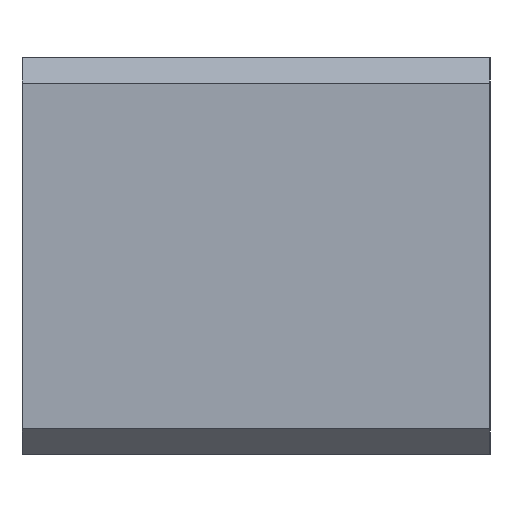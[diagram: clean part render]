
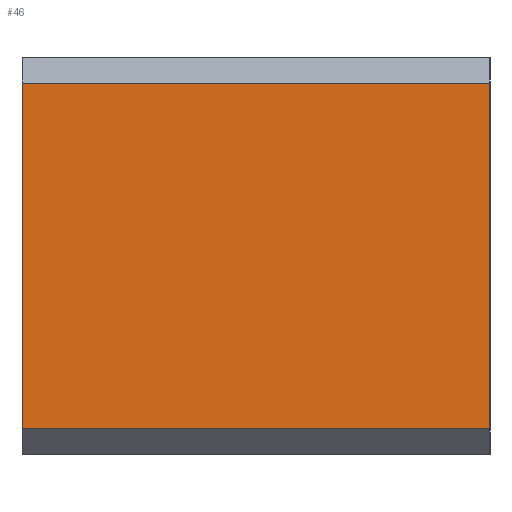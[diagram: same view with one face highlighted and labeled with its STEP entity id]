
A CAD part, left-side view. The second image highlights one B-rep face of the part: STEP entity #46.
In plain terms, the highlighted planar face has unit normal (-1, 0, 0).
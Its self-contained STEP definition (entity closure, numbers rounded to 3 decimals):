
#30 = CARTESIAN_POINT ( 'NONE',  ( -31., -18.6, -13.75 ) ) ;
#46 = ADVANCED_FACE ( 'NONE', ( #737 ), #2045, .F. ) ;
#63 = CARTESIAN_POINT ( 'NONE',  ( -31., 18.6, -15.75 ) ) ;
#117 = VECTOR ( 'NONE', #2521, 1000. ) ;
#286 = ORIENTED_EDGE ( 'NONE', *, *, #1511, .T. ) ;
#583 = CARTESIAN_POINT ( 'NONE',  ( -31., 88.143, 13.75 ) ) ;
#652 = CARTESIAN_POINT ( 'NONE',  ( -31., 88.143, -13.75 ) ) ;
#684 = CARTESIAN_POINT ( 'NONE',  ( -31., 18.6, -13.75 ) ) ;
#737 = FACE_OUTER_BOUND ( 'NONE', #2555, .T. ) ;
#758 = EDGE_CURVE ( 'NONE', #1780, #1244, #1501, .T. ) ;
#796 = CARTESIAN_POINT ( 'NONE',  ( -31., -18.6, 13.75 ) ) ;
#818 = AXIS2_PLACEMENT_3D ( 'NONE', #974, #985, #1157 ) ;
#880 = ORIENTED_EDGE ( 'NONE', *, *, #758, .T. ) ;
#909 = DIRECTION ( 'NONE',  ( 0., 0., 1. ) ) ;
#974 = CARTESIAN_POINT ( 'NONE',  ( -31., 88.143, -15.75 ) ) ;
#985 = DIRECTION ( 'NONE',  ( 1., 0., 0. ) ) ;
#1135 = EDGE_CURVE ( 'NONE', #1148, #1244, #1421, .T. ) ;
#1148 = VERTEX_POINT ( 'NONE', #796 ) ;
#1157 = DIRECTION ( 'NONE',  ( 0., 0., -1. ) ) ;
#1244 = VERTEX_POINT ( 'NONE', #30 ) ;
#1251 = CARTESIAN_POINT ( 'NONE',  ( -31., -18.6, -15.75 ) ) ;
#1333 = VERTEX_POINT ( 'NONE', #1904 ) ;
#1421 = LINE ( 'NONE', #1251, #117 ) ;
#1501 = LINE ( 'NONE', #652, #1716 ) ;
#1511 = EDGE_CURVE ( 'NONE', #1148, #1333, #1646, .T. ) ;
#1553 = ORIENTED_EDGE ( 'NONE', *, *, #1135, .F. ) ;
#1646 = LINE ( 'NONE', #583, #2485 ) ;
#1716 = VECTOR ( 'NONE', #1918, 1000. ) ;
#1780 = VERTEX_POINT ( 'NONE', #684 ) ;
#1904 = CARTESIAN_POINT ( 'NONE',  ( -31., 18.6, 13.75 ) ) ;
#1918 = DIRECTION ( 'NONE',  ( 0., -1., 0. ) ) ;
#1938 = LINE ( 'NONE', #63, #2766 ) ;
#2045 = PLANE ( 'NONE',  #818 ) ;
#2260 = DIRECTION ( 'NONE',  ( 0., 1., 0. ) ) ;
#2464 = ORIENTED_EDGE ( 'NONE', *, *, #2475, .F. ) ;
#2475 = EDGE_CURVE ( 'NONE', #1780, #1333, #1938, .T. ) ;
#2485 = VECTOR ( 'NONE', #2260, 1000. ) ;
#2521 = DIRECTION ( 'NONE',  ( 0., 0., -1. ) ) ;
#2555 = EDGE_LOOP ( 'NONE', ( #2464, #880, #1553, #286 ) ) ;
#2766 = VECTOR ( 'NONE', #909, 1000. ) ;
